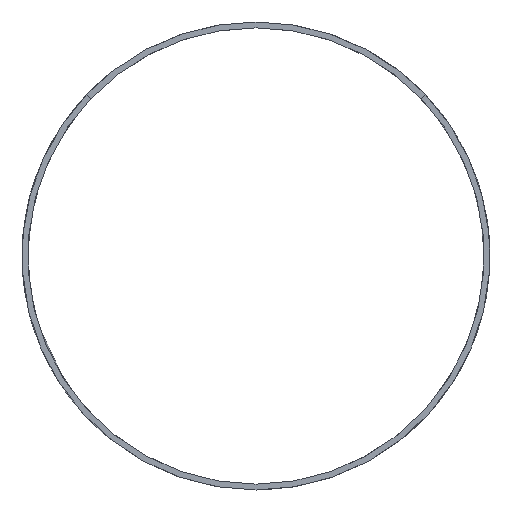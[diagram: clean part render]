
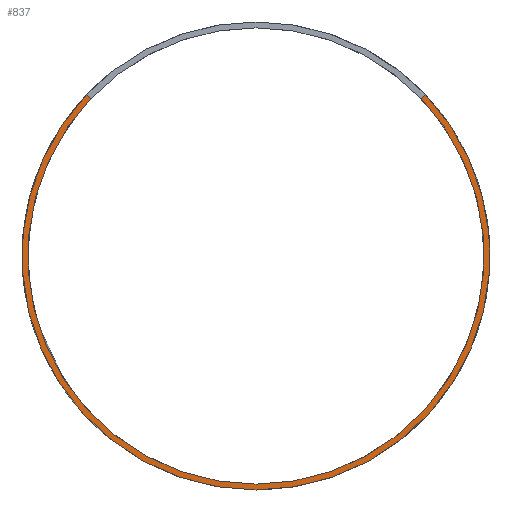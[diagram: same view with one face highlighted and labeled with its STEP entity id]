
A CAD part, front view. The second image highlights one B-rep face of the part: STEP entity #837.
In plain terms, the highlighted planar face has unit normal (0, -1, 0).
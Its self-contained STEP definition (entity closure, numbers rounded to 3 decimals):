
#1 = AXIS2_PLACEMENT_3D ( 'NONE', #1536, #765, #1385 ) ;
#11 = DIRECTION ( 'NONE',  ( 0., 1., 0. ) ) ;
#69 = CIRCLE ( 'NONE', #1181, 195. ) ;
#83 = ORIENTED_EDGE ( 'NONE', *, *, #503, .F. ) ;
#88 = CARTESIAN_POINT ( 'NONE',  ( 0., 0., 0. ) ) ;
#152 = VERTEX_POINT ( 'NONE', #1394 ) ;
#216 = PLANE ( 'NONE',  #742 ) ;
#251 = DIRECTION ( 'NONE',  ( 0., 1., 0. ) ) ;
#254 = VERTEX_POINT ( 'NONE', #1242 ) ;
#259 = CARTESIAN_POINT ( 'NONE',  ( 141.034, 0., 134.664 ) ) ;
#270 = VERTEX_POINT ( 'NONE', #1842 ) ;
#297 = ORIENTED_EDGE ( 'NONE', *, *, #1257, .F. ) ;
#311 = CARTESIAN_POINT ( 'NONE',  ( 0., 0., 0. ) ) ;
#312 = VECTOR ( 'NONE', #1370, 1000. ) ;
#321 = EDGE_LOOP ( 'NONE', ( #1109, #604, #1712, #83, #1230, #297 ) ) ;
#335 = EDGE_CURVE ( 'NONE', #1942, #254, #513, .T. ) ;
#418 = DIRECTION ( 'NONE',  ( 0., 0., 1. ) ) ;
#503 = EDGE_CURVE ( 'NONE', #270, #1750, #600, .T. ) ;
#508 = LINE ( 'NONE', #1263, #1348 ) ;
#513 = CIRCLE ( 'NONE', #1, 195. ) ;
#545 = DIRECTION ( 'NONE',  ( 0.723, 0., -0.691 ) ) ;
#592 = DIRECTION ( 'NONE',  ( 0., 1., 0. ) ) ;
#600 = CIRCLE ( 'NONE', #1723, 200. ) ;
#604 = ORIENTED_EDGE ( 'NONE', *, *, #1799, .T. ) ;
#605 = DIRECTION ( 'NONE',  ( 0., 0., 1. ) ) ;
#728 = CIRCLE ( 'NONE', #1344, 200. ) ;
#742 = AXIS2_PLACEMENT_3D ( 'NONE', #805, #1890, #1317 ) ;
#753 = EDGE_CURVE ( 'NONE', #1750, #1791, #508, .T. ) ;
#765 = DIRECTION ( 'NONE',  ( 0., 1., 0. ) ) ;
#805 = CARTESIAN_POINT ( 'NONE',  ( 0., 0., 0. ) ) ;
#837 = ADVANCED_FACE ( 'NONE', ( #1117 ), #216, .F. ) ;
#960 = DIRECTION ( 'NONE',  ( 0., 0., 1. ) ) ;
#1041 = CARTESIAN_POINT ( 'NONE',  ( 141.034, 0., 134.664 ) ) ;
#1109 = ORIENTED_EDGE ( 'NONE', *, *, #335, .T. ) ;
#1117 = FACE_OUTER_BOUND ( 'NONE', #321, .T. ) ;
#1181 = AXIS2_PLACEMENT_3D ( 'NONE', #88, #251, #960 ) ;
#1230 = ORIENTED_EDGE ( 'NONE', *, *, #1733, .F. ) ;
#1242 = CARTESIAN_POINT ( 'NONE',  ( 0., 0., -195. ) ) ;
#1257 = EDGE_CURVE ( 'NONE', #1942, #152, #1690, .T. ) ;
#1263 = CARTESIAN_POINT ( 'NONE',  ( -141.034, 0., 134.664 ) ) ;
#1317 = DIRECTION ( 'NONE',  ( 0., 0., 1. ) ) ;
#1344 = AXIS2_PLACEMENT_3D ( 'NONE', #311, #11, #605 ) ;
#1348 = VECTOR ( 'NONE', #545, 1000. ) ;
#1370 = DIRECTION ( 'NONE',  ( 0.723, 0., 0.691 ) ) ;
#1385 = DIRECTION ( 'NONE',  ( 0., 0., 1. ) ) ;
#1394 = CARTESIAN_POINT ( 'NONE',  ( 144.65, 0., 138.117 ) ) ;
#1461 = CARTESIAN_POINT ( 'NONE',  ( -141.034, 0., 134.664 ) ) ;
#1536 = CARTESIAN_POINT ( 'NONE',  ( 0., 0., 0. ) ) ;
#1538 = CARTESIAN_POINT ( 'NONE',  ( -144.65, 0., 138.117 ) ) ;
#1690 = LINE ( 'NONE', #1041, #312 ) ;
#1712 = ORIENTED_EDGE ( 'NONE', *, *, #753, .F. ) ;
#1723 = AXIS2_PLACEMENT_3D ( 'NONE', #1783, #592, #418 ) ;
#1733 = EDGE_CURVE ( 'NONE', #152, #270, #728, .T. ) ;
#1750 = VERTEX_POINT ( 'NONE', #1538 ) ;
#1783 = CARTESIAN_POINT ( 'NONE',  ( 0., 0., 0. ) ) ;
#1791 = VERTEX_POINT ( 'NONE', #1461 ) ;
#1799 = EDGE_CURVE ( 'NONE', #254, #1791, #69, .T. ) ;
#1842 = CARTESIAN_POINT ( 'NONE',  ( 0., 0., -200. ) ) ;
#1890 = DIRECTION ( 'NONE',  ( 0., 1., 0. ) ) ;
#1942 = VERTEX_POINT ( 'NONE', #259 ) ;
